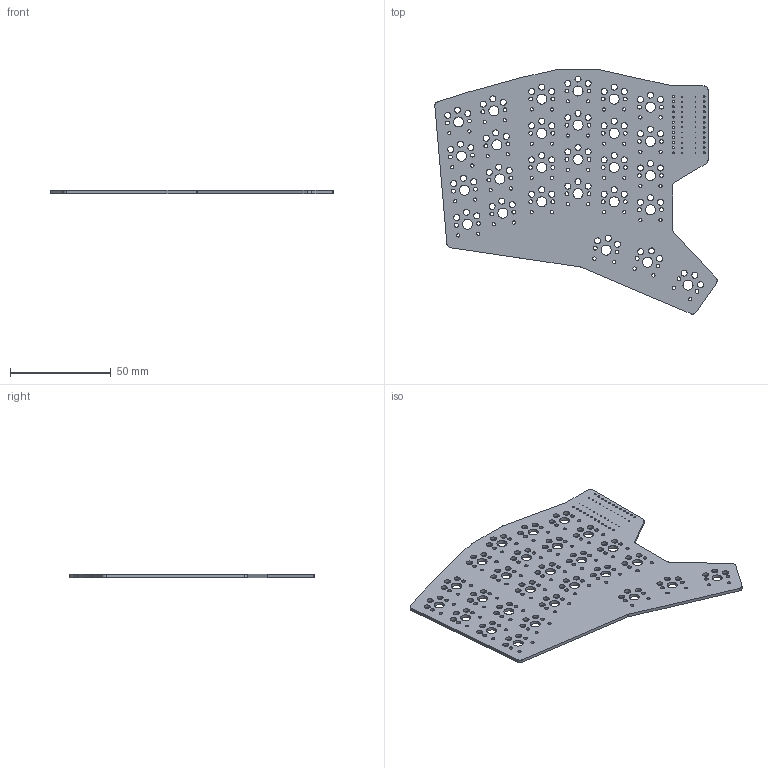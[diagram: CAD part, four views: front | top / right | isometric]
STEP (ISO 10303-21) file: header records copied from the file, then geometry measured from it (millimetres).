
FILE_DESCRIPTION(('KiCad electronic assembly'),'2;1');
FILE_NAME('main.step','2025-05-09T14:57:05',('Pcbnew'),('Kicad'), 'Open CASCADE STEP processor 7.8','KiCad to STEP converter','Unknown' );
FILE_SCHEMA(('AUTOMOTIVE_DESIGN { 1 0 10303 214 1 1 1 1 }'));
Length unit declared in the file: millimetre
Products named in the file (2): main 1; main_PCB
Assembly tree (1 placements, depth 2):
  main 1
    main_PCB
Bounding box: 140.21 x 121.33 x 1.51 mm (x, y, z)
Volume: 16186.6 mm3; surface area: 25001.3 mm2
Topology: 1 solids, 1 shells, 294 faces, 876 edges, 584 vertices
Faces by surface type: cylinder 276, plane 18
Full cylindrical faces by diameter (mm): 0.4 x24, 1 x24, 1.6 x54, 1.9 x54, 3 x81, 5 x27
Entity records: 11305 total; most frequent: DIRECTION 2020, CARTESIAN_POINT 1756, ORIENTED_EDGE 1752, EDGE_CURVE 876, AXIS2_PLACEMENT_3D 848, FACE_BOUND 822, EDGE_LOOP 822, VERTEX_POINT 584
